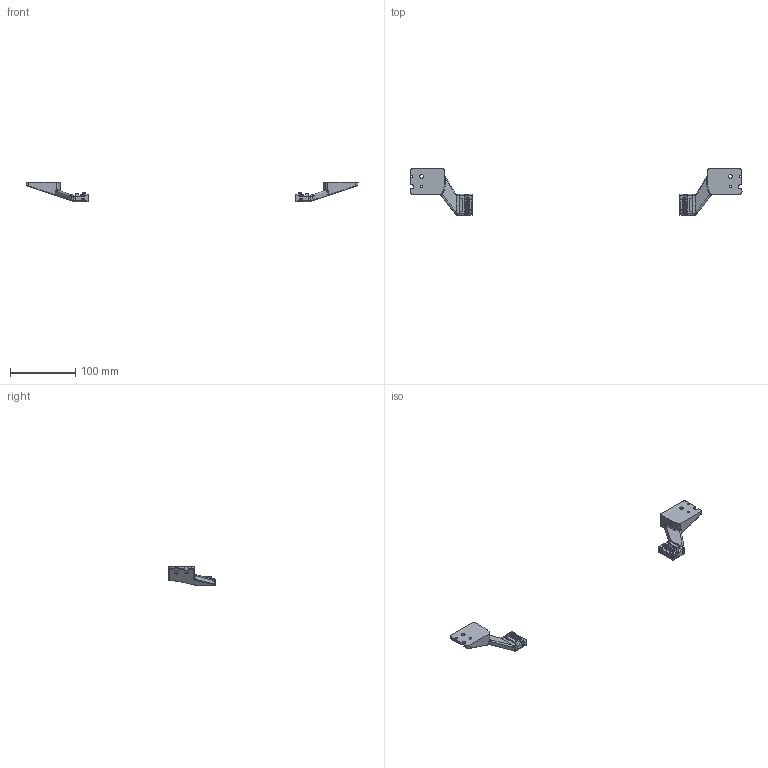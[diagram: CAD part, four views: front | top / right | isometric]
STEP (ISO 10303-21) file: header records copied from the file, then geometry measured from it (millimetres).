
FILE_DESCRIPTION(/* description */ (''),/* implementation_level */ '2;1');
FILE_NAME(/* name */ 'Tridex_XY_RC_Brush_Blocky v4.step',/* time_stamp */ '2022-10-16T11:19:41-04:00',/* author */ (''),/* organization */ (''),/* preprocessor_version */ 'ST-DEVELOPER v19',/* originating_system */ 'Autodesk Translation Framework v11.7.0.108',/* authorisation */ '');
FILE_SCHEMA (('AUTOMOTIVE_DESIGN { 1 0 10303 214 3 1 1 }'));
Length unit declared in the file: millimetre
Products named in the file (2): Tridex_XY_RC_Brush_Blocky; M3x20 SHCS_91290A123 v1
Assembly tree (4 placements, depth 2):
  Tridex_XY_RC_Brush_Blocky
    M3x20 SHCS_91290A123 v1  x4
Bounding box: 510.6 x 71.45 x 30.2 mm (x, y, z)
Volume: 82877.8 mm3; surface area: 32052.9 mm2
Topology: 18 solids, 18 shells, 974 faces, 2564 edges, 1632 vertices
Faces by surface type: cylinder 458, plane 372, cone 88, bspline 54, torus 2
Full cylindrical faces by diameter (mm): 2.35 x152, 3 x156, 3.4 x16, 4.7 x4, 5.5 x4, 6 x8
Entity records: 28276 total; most frequent: CARTESIAN_POINT 12306, ORIENTED_EDGE 3410, DIRECTION 3139, EDGE_CURVE 1705, VERTEX_POINT 1074, AXIS2_PLACEMENT_3D 1049, LINE 1041, VECTOR 1041
